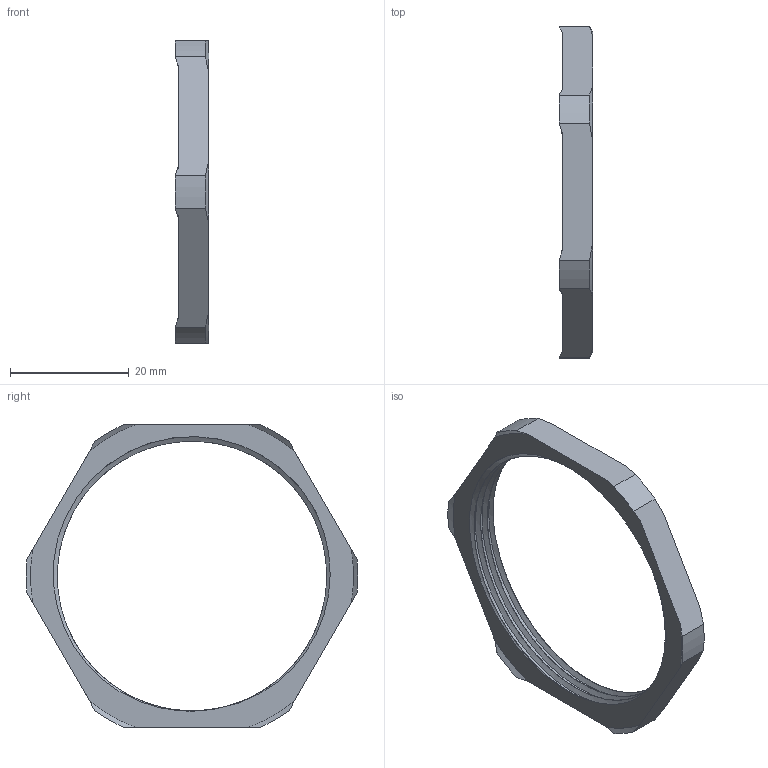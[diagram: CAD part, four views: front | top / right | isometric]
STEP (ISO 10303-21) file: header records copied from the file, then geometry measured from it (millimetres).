
FILE_DESCRIPTION(/* description */ ('Sechskantmutter PG36'),/* implementation_level */ '2;1');
FILE_NAME(/* name */ '61016436-RST.stp',/* time_stamp */ '2019-03-19T08:39:04+01:00',/* author */ ('sl'),/* organization */ (''),/* preprocessor_version */ 'ST-DEVELOPER v16.5',/* originating_system */ 'Autodesk Inventor 2017',/* authorisation */ '');
FILE_SCHEMA (('AUTOMOTIVE_DESIGN { 1 0 10303 214 3 1 1 }'));
Length unit declared in the file: millimetre
Products named in the file (1): 61016436
Bounding box: 5.64 x 55.97 x 51 mm (x, y, z)
Volume: 2687.4 mm3; surface area: 3072.8 mm2
Topology: 1 solids, 1 shells, 42 faces, 120 edges, 80 vertices
Faces by surface type: cone 18, cylinder 14, plane 8, bspline 2
Entity records: 2080 total; most frequent: CARTESIAN_POINT 999, ORIENTED_EDGE 240, DIRECTION 210, EDGE_CURVE 120, AXIS2_PLACEMENT_3D 81, VERTEX_POINT 80, LINE 48, VECTOR 48
